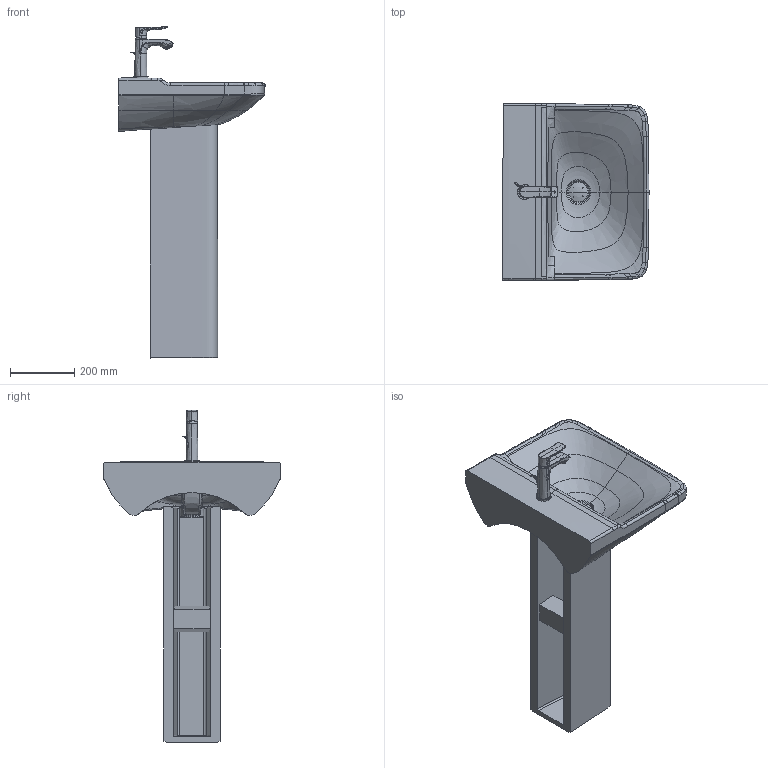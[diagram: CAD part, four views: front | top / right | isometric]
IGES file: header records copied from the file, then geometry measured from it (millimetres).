
Global section: file name: No Iges File Name specified; native system: Autodesk Inventor 2011; preprocessor: AutoDesk Inventor Iges Exporter R2011; author: Administrator; date: 20151002.111007; units: millimetre
Bounding box: 455.07 x 550.73 x 1034.45 mm (x, y, z)
Volume: 25114606.2 mm3; surface area: 1758484.3 mm2
Topology: 12 solids, 12 shells, 1499 faces, 4191 edges, 2711 vertices
Faces by surface type: plane 510, bspline 500, cylinder 277, revolution 111, cone 55, torus 46
